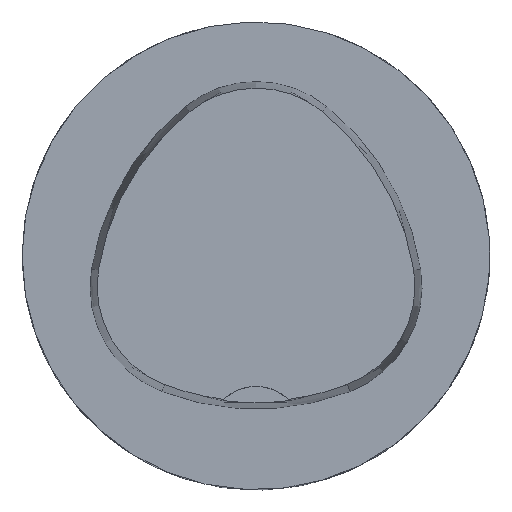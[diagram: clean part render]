
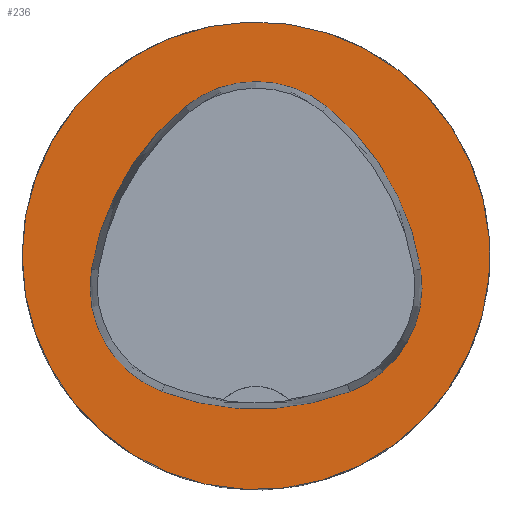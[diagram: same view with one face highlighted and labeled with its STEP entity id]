
A CAD part, top view. The second image highlights one B-rep face of the part: STEP entity #236.
In plain terms, the highlighted planar face has unit normal (0, 0, 1).
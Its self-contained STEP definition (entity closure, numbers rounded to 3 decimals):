
#210=FACE_BOUND('',#333,.T.);
#211=FACE_BOUND('',#334,.T.);
#236=ADVANCED_FACE('',(#210,#211),#255,.T.);
#255=PLANE('',#780);
#333=EDGE_LOOP('',(#432,#433,#434,#435,#436,#437));
#334=EDGE_LOOP('',(#438));
#432=ORIENTED_EDGE('',*,*,#578,.T.);
#433=ORIENTED_EDGE('',*,*,#558,.T.);
#434=ORIENTED_EDGE('',*,*,#562,.T.);
#435=ORIENTED_EDGE('',*,*,#565,.T.);
#436=ORIENTED_EDGE('',*,*,#568,.T.);
#437=ORIENTED_EDGE('',*,*,#576,.T.);
#438=ORIENTED_EDGE('',*,*,#548,.F.);
#499=VERTEX_POINT('',#1075);
#509=VERTEX_POINT('',#1102);
#510=VERTEX_POINT('',#1103);
#513=VERTEX_POINT('',#1111);
#515=VERTEX_POINT('',#1117);
#517=VERTEX_POINT('',#1123);
#524=VERTEX_POINT('',#1144);
#548=EDGE_CURVE('',#499,#499,#604,.T.);
#558=EDGE_CURVE('',#509,#510,#606,.T.);
#562=EDGE_CURVE('',#510,#513,#608,.T.);
#565=EDGE_CURVE('',#513,#515,#610,.T.);
#568=EDGE_CURVE('',#515,#517,#612,.T.);
#576=EDGE_CURVE('',#517,#524,#616,.T.);
#578=EDGE_CURVE('',#524,#509,#618,.T.);
#604=CIRCLE('',#750,25.);
#606=CIRCLE('',#758,28.);
#608=CIRCLE('',#761,12.);
#610=CIRCLE('',#764,28.);
#612=CIRCLE('',#767,12.);
#616=CIRCLE('',#772,28.);
#618=CIRCLE('',#775,12.);
#750=AXIS2_PLACEMENT_3D('',#1074,#882,#883);
#758=AXIS2_PLACEMENT_3D('',#1101,#903,#904);
#761=AXIS2_PLACEMENT_3D('',#1110,#911,#912);
#764=AXIS2_PLACEMENT_3D('',#1116,#918,#919);
#767=AXIS2_PLACEMENT_3D('',#1122,#925,#926);
#772=AXIS2_PLACEMENT_3D('',#1145,#937,#938);
#775=AXIS2_PLACEMENT_3D('',#1148,#943,#944);
#780=AXIS2_PLACEMENT_3D('',#1153,#953,#954);
#882=DIRECTION('',(0.,0.,-1.));
#883=DIRECTION('',(-1.,0.,0.));
#903=DIRECTION('',(0.,0.,-1.));
#904=DIRECTION('',(-1.,0.,0.));
#911=DIRECTION('',(0.,0.,-1.));
#912=DIRECTION('',(-1.,0.,0.));
#918=DIRECTION('',(0.,0.,-1.));
#919=DIRECTION('',(-1.,0.,0.));
#925=DIRECTION('',(0.,0.,-1.));
#926=DIRECTION('',(-1.,0.,0.));
#937=DIRECTION('',(0.,0.,-1.));
#938=DIRECTION('',(-1.,0.,0.));
#943=DIRECTION('',(0.,0.,-1.));
#944=DIRECTION('',(-1.,0.,0.));
#953=DIRECTION('',(0.,0.,1.));
#954=DIRECTION('',(1.,0.,0.));
#1074=CARTESIAN_POINT('',(0.,0.,0.));
#1075=CARTESIAN_POINT('',(-25.,0.,0.));
#1101=CARTESIAN_POINT('',(10.068,-5.824,0.));
#1102=CARTESIAN_POINT('',(-17.584,-1.424,0.));
#1103=CARTESIAN_POINT('',(-7.531,15.953,0.));
#1110=CARTESIAN_POINT('',(0.011,6.62,0.));
#1111=CARTESIAN_POINT('',(7.567,15.942,0.));
#1116=CARTESIAN_POINT('',(-10.063,-5.81,0.));
#1117=CARTESIAN_POINT('',(17.59,-1.418,0.));
#1122=CARTESIAN_POINT('',(5.739,-3.3,0.));
#1123=CARTESIAN_POINT('',(10.05,-14.499,0.));
#1144=CARTESIAN_POINT('',(-10.025,-14.516,0.));
#1145=CARTESIAN_POINT('',(-0.01,11.631,0.));
#1148=CARTESIAN_POINT('',(-5.733,-3.31,0.));
#1153=CARTESIAN_POINT('',(0.,0.,0.));
